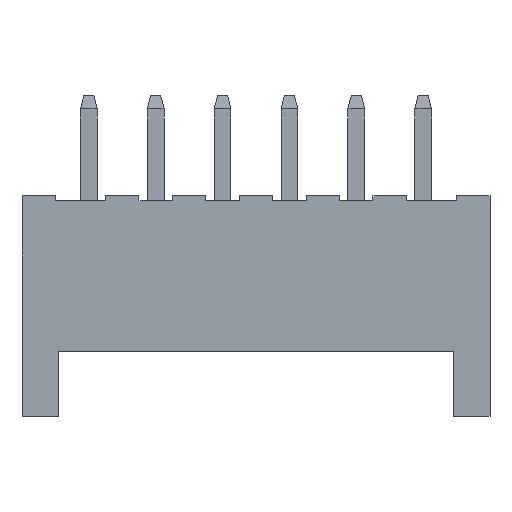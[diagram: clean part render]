
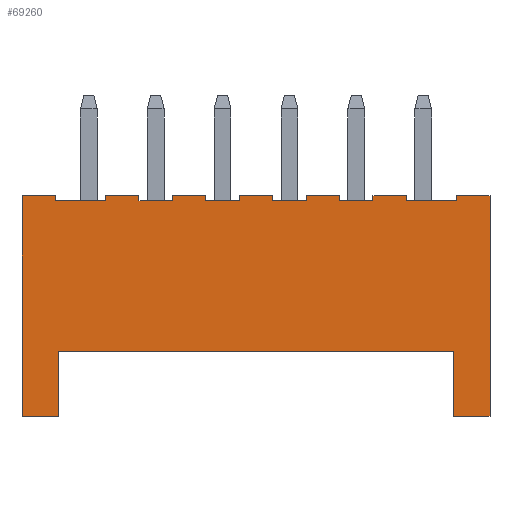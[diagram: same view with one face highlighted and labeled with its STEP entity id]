
A CAD part, front view. The second image highlights one B-rep face of the part: STEP entity #69260.
In plain terms, the highlighted planar face has unit normal (0, -1, 0).
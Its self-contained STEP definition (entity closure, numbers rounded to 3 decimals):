
#1320=CARTESIAN_POINT('',(15.278,-2.345,6.6));
#1330=VERTEX_POINT('',#1320);
#1480=CARTESIAN_POINT('',(15.278,-2.345,6.45));
#1490=VERTEX_POINT('',#1480);
#1520=CARTESIAN_POINT('',(15.278,-2.345,0.));
#1530=DIRECTION('',(0.,0.,1.));
#1540=VECTOR('',#1530,1.);
#1550=LINE('',#1520,#1540);
#1560=EDGE_CURVE('',#1490,#1330,#1550,.T.);
#11280=CARTESIAN_POINT('',(16.278,-2.345,6.6));
#11290=VERTEX_POINT('',#11280);
#11340=CARTESIAN_POINT('',(16.278,-2.345,0.));
#11350=DIRECTION('',(0.,0.,-1.));
#11360=VECTOR('',#11350,1.);
#11370=LINE('',#11340,#11360);
#11380=CARTESIAN_POINT('',(16.278,-2.345,6.45));
#11390=VERTEX_POINT('',#11380);
#11400=EDGE_CURVE('',#11290,#11390,#11370,.T.);
#29050=CARTESIAN_POINT('',(20.278,-2.345,6.6));
#29060=VERTEX_POINT('',#29050);
#29140=CARTESIAN_POINT('',(21.278,-2.345,6.6));
#29150=VERTEX_POINT('',#29140);
#29180=CARTESIAN_POINT('',(15.556,-2.345,6.6));
#29190=DIRECTION('',(-1.,0.,0.));
#29200=VECTOR('',#29190,1.);
#29210=LINE('',#29180,#29200);
#29220=EDGE_CURVE('',#29150,#29060,#29210,.T.);
#36640=CARTESIAN_POINT('',(21.278,-2.345,6.45));
#36650=VERTEX_POINT('',#36640);
#36680=CARTESIAN_POINT('',(21.278,-2.345,0.));
#36690=DIRECTION('',(0.,0.,1.));
#36700=VECTOR('',#36690,1.);
#36710=LINE('',#36680,#36700);
#36720=EDGE_CURVE('',#36650,#29150,#36710,.T.);
#37690=CARTESIAN_POINT('',(18.278,-2.345,0.));
#37700=DIRECTION('',(0.,0.,-1.));
#37710=VECTOR('',#37700,1.);
#37720=LINE('',#37690,#37710);
#37730=CARTESIAN_POINT('',(18.278,-2.345,6.6));
#37740=VERTEX_POINT('',#37730);
#37750=CARTESIAN_POINT('',(18.278,-2.345,6.45));
#37760=VERTEX_POINT('',#37750);
#37770=EDGE_CURVE('',#37740,#37760,#37720,.T.);
#39080=CARTESIAN_POINT('',(22.278,-2.345,0.));
#39090=DIRECTION('',(0.,0.,-1.));
#39100=VECTOR('',#39090,1.);
#39110=LINE('',#39080,#39100);
#39120=CARTESIAN_POINT('',(22.278,-2.345,6.6));
#39130=VERTEX_POINT('',#39120);
#39140=CARTESIAN_POINT('',(22.278,-2.345,6.45));
#39150=VERTEX_POINT('',#39140);
#39160=EDGE_CURVE('',#39130,#39150,#39110,.T.);
#40920=CARTESIAN_POINT('',(20.278,-2.345,0.));
#40930=DIRECTION('',(0.,0.,-1.));
#40940=VECTOR('',#40930,1.);
#40950=LINE('',#40920,#40940);
#40960=CARTESIAN_POINT('',(20.278,-2.345,6.45));
#40970=VERTEX_POINT('',#40960);
#40980=EDGE_CURVE('',#29060,#40970,#40950,.T.);
#48080=CARTESIAN_POINT('',(24.678,-2.345,0.));
#48090=VERTEX_POINT('',#48080);
#48120=CARTESIAN_POINT('',(24.678,-2.345,0.));
#48130=DIRECTION('',(1.,0.,0.));
#48140=VECTOR('',#48130,1.);
#48150=LINE('',#48120,#48140);
#48160=CARTESIAN_POINT('',(25.778,-2.345,0.));
#48170=VERTEX_POINT('',#48160);
#48180=EDGE_CURVE('',#48090,#48170,#48150,.T.);
#49020=CARTESIAN_POINT('',(24.678,-2.345,1.95));
#49030=VERTEX_POINT('',#49020);
#49060=CARTESIAN_POINT('',(24.678,-2.345,0.));
#49070=DIRECTION('',(0.,0.,1.));
#49080=VECTOR('',#49070,1.);
#49090=LINE('',#49060,#49080);
#49100=EDGE_CURVE('',#48090,#49030,#49090,.T.);
#49560=CARTESIAN_POINT('',(25.778,-2.345,6.6));
#49570=VERTEX_POINT('',#49560);
#49810=CARTESIAN_POINT('',(25.778,-2.345,0.));
#49820=DIRECTION('',(0.,0.,-1.));
#49830=VECTOR('',#49820,1.);
#49840=LINE('',#49810,#49830);
#49850=EDGE_CURVE('',#49570,#48170,#49840,.T.);
#51080=CARTESIAN_POINT('',(19.278,-2.345,6.6));
#51090=VERTEX_POINT('',#51080);
#51120=EDGE_CURVE('',#51090,#37740,#29210,.T.);
#51270=CARTESIAN_POINT('',(17.278,-2.345,6.45));
#51280=VERTEX_POINT('',#51270);
#51310=CARTESIAN_POINT('',(17.278,-2.345,0.));
#51320=DIRECTION('',(0.,0.,1.));
#51330=VECTOR('',#51320,1.);
#51340=LINE('',#51310,#51330);
#51350=CARTESIAN_POINT('',(17.278,-2.345,6.6));
#51360=VERTEX_POINT('',#51350);
#51370=EDGE_CURVE('',#51280,#51360,#51340,.T.);
#52660=CARTESIAN_POINT('',(19.278,-2.345,6.45));
#52670=VERTEX_POINT('',#52660);
#52720=CARTESIAN_POINT('',(19.278,-2.345,0.));
#52730=DIRECTION('',(0.,0.,1.));
#52740=VECTOR('',#52730,1.);
#52750=LINE('',#52720,#52740);
#52760=EDGE_CURVE('',#52670,#51090,#52750,.T.);
#53190=CARTESIAN_POINT('',(24.778,-2.345,6.6));
#53200=VERTEX_POINT('',#53190);
#53250=EDGE_CURVE('',#49570,#53200,#29210,.T.);
#57980=CARTESIAN_POINT('',(23.278,-2.345,6.45));
#57990=VERTEX_POINT('',#57980);
#58040=CARTESIAN_POINT('',(23.278,-2.345,0.));
#58050=DIRECTION('',(0.,0.,1.));
#58060=VECTOR('',#58050,1.);
#58070=LINE('',#58040,#58060);
#58080=CARTESIAN_POINT('',(23.278,-2.345,6.6));
#58090=VERTEX_POINT('',#58080);
#58100=EDGE_CURVE('',#57990,#58090,#58070,.T.);
#58350=CARTESIAN_POINT('',(24.778,-2.345,0.));
#58360=DIRECTION('',(0.,0.,-1.));
#58370=VECTOR('',#58360,1.);
#58380=LINE('',#58350,#58370);
#58390=CARTESIAN_POINT('',(24.778,-2.345,6.45));
#58400=VERTEX_POINT('',#58390);
#58410=EDGE_CURVE('',#53200,#58400,#58380,.T.);
#58540=EDGE_CURVE('',#58090,#39130,#29210,.T.);
#62310=EDGE_CURVE('',#51360,#11290,#29210,.T.);
#63640=CARTESIAN_POINT('',(12.878,-2.345,1.95));
#63650=VERTEX_POINT('',#63640);
#63680=CARTESIAN_POINT('',(22.,-2.345,1.95));
#63690=DIRECTION('',(-1.,0.,0.));
#63700=VECTOR('',#63690,1.);
#63710=LINE('',#63680,#63700);
#63720=EDGE_CURVE('',#49030,#63650,#63710,.T.);
#63860=CARTESIAN_POINT('',(12.878,-2.345,0.));
#63870=VERTEX_POINT('',#63860);
#63900=CARTESIAN_POINT('',(12.878,-2.345,0.));
#63910=DIRECTION('',(0.,0.,1.));
#63920=VECTOR('',#63910,1.);
#63930=LINE('',#63900,#63920);
#63940=EDGE_CURVE('',#63870,#63650,#63930,.T.);
#64120=CARTESIAN_POINT('',(11.778,-2.345,0.));
#64130=VERTEX_POINT('',#64120);
#64160=CARTESIAN_POINT('',(12.878,-2.345,0.));
#64170=DIRECTION('',(-1.,0.,0.));
#64180=VECTOR('',#64170,1.);
#64190=LINE('',#64160,#64180);
#64200=EDGE_CURVE('',#63870,#64130,#64190,.T.);
#67700=CARTESIAN_POINT('',(14.278,-2.345,6.6));
#67710=VERTEX_POINT('',#67700);
#67720=EDGE_CURVE('',#1330,#67710,#29210,.T.);
#68170=CARTESIAN_POINT('',(12.778,-2.345,6.45));
#68180=VERTEX_POINT('',#68170);
#68210=CARTESIAN_POINT('',(12.778,-2.345,0.));
#68220=DIRECTION('',(0.,0.,-1.));
#68230=VECTOR('',#68220,1.);
#68240=LINE('',#68210,#68230);
#68250=CARTESIAN_POINT('',(12.778,-2.345,6.6));
#68260=VERTEX_POINT('',#68250);
#68270=EDGE_CURVE('',#68260,#68180,#68240,.T.);
#68380=CARTESIAN_POINT('',(12.385,-2.345,0.527))
;
#68390=DIRECTION('',(0.,-1.,0.));
#68400=DIRECTION('',(1.,0.,0.));
#68410=AXIS2_PLACEMENT_3D('',#68380,#68390,#68400);
#68420=PLANE('',#68410);
#68430=CARTESIAN_POINT('',(11.778,-2.345,0.));
#68440=DIRECTION('',(0.,0.,-1.));
#68450=VECTOR('',#68440,1.);
#68460=LINE('',#68430,#68450);
#68470=CARTESIAN_POINT('',(11.778,-2.345,6.6));
#68480=VERTEX_POINT('',#68470);
#68490=EDGE_CURVE('',#68480,#64130,#68460,.T.);
#68500=ORIENTED_EDGE('',*,*,#68490,.T.);
#68510=CARTESIAN_POINT('',(22.,-2.345,6.6));
#68520=DIRECTION('',(1.,0.,0.));
#68530=VECTOR('',#68520,1.);
#68540=LINE('',#68510,#68530);
#68550=EDGE_CURVE('',#68480,#68260,#68540,.T.);
#68560=ORIENTED_EDGE('',*,*,#68550,.F.);
#68570=ORIENTED_EDGE('',*,*,#68270,.F.);
#68580=CARTESIAN_POINT('',(22.,-2.345,6.45));
#68590=DIRECTION('',(1.,0.,0.));
#68600=VECTOR('',#68590,1.);
#68610=LINE('',#68580,#68600);
#68620=CARTESIAN_POINT('',(14.278,-2.345,6.45));
#68630=VERTEX_POINT('',#68620);
#68640=EDGE_CURVE('',#68180,#68630,#68610,.T.);
#68650=ORIENTED_EDGE('',*,*,#68640,.F.);
#68660=CARTESIAN_POINT('',(14.278,-2.345,0.));
#68670=DIRECTION('',(0.,0.,1.));
#68680=VECTOR('',#68670,1.);
#68690=LINE('',#68660,#68680);
#68700=EDGE_CURVE('',#68630,#67710,#68690,.T.);
#68710=ORIENTED_EDGE('',*,*,#68700,.F.);
#68720=ORIENTED_EDGE('',*,*,#67720,.T.);
#68730=ORIENTED_EDGE('',*,*,#1560,.T.);
#68740=CARTESIAN_POINT('',(15.556,-2.345,6.45));
#68750=DIRECTION('',(-1.,0.,0.));
#68760=VECTOR('',#68750,1.);
#68770=LINE('',#68740,#68760);
#68780=EDGE_CURVE('',#11390,#1490,#68770,.T.);
#68790=ORIENTED_EDGE('',*,*,#68780,.T.);
#68800=ORIENTED_EDGE('',*,*,#11400,.T.);
#68810=ORIENTED_EDGE('',*,*,#62310,.T.);
#68820=ORIENTED_EDGE('',*,*,#51370,.T.);
#68830=CARTESIAN_POINT('',(15.556,-2.345,6.45));
#68840=DIRECTION('',(-1.,0.,0.));
#68850=VECTOR('',#68840,1.);
#68860=LINE('',#68830,#68850);
#68870=EDGE_CURVE('',#37760,#51280,#68860,.T.);
#68880=ORIENTED_EDGE('',*,*,#68870,.T.);
#68890=ORIENTED_EDGE('',*,*,#37770,.T.);
#68900=ORIENTED_EDGE('',*,*,#51120,.T.);
#68910=ORIENTED_EDGE('',*,*,#52760,.T.);
#68920=CARTESIAN_POINT('',(15.556,-2.345,6.45));
#68930=DIRECTION('',(-1.,0.,0.));
#68940=VECTOR('',#68930,1.);
#68950=LINE('',#68920,#68940);
#68960=EDGE_CURVE('',#40970,#52670,#68950,.T.);
#68970=ORIENTED_EDGE('',*,*,#68960,.T.);
#68980=ORIENTED_EDGE('',*,*,#40980,.T.);
#68990=ORIENTED_EDGE('',*,*,#29220,.T.);
#69000=ORIENTED_EDGE('',*,*,#36720,.T.);
#69010=CARTESIAN_POINT('',(15.556,-2.345,6.45));
#69020=DIRECTION('',(-1.,0.,0.));
#69030=VECTOR('',#69020,1.);
#69040=LINE('',#69010,#69030);
#69050=EDGE_CURVE('',#39150,#36650,#69040,.T.);
#69060=ORIENTED_EDGE('',*,*,#69050,.T.);
#69070=ORIENTED_EDGE('',*,*,#39160,.T.);
#69080=ORIENTED_EDGE('',*,*,#58540,.T.);
#69090=ORIENTED_EDGE('',*,*,#58100,.T.);
#69100=CARTESIAN_POINT('',(15.556,-2.345,6.45));
#69110=DIRECTION('',(-1.,0.,0.));
#69120=VECTOR('',#69110,1.);
#69130=LINE('',#69100,#69120);
#69140=EDGE_CURVE('',#58400,#57990,#69130,.T.);
#69150=ORIENTED_EDGE('',*,*,#69140,.T.);
#69160=ORIENTED_EDGE('',*,*,#58410,.T.);
#69170=ORIENTED_EDGE('',*,*,#53250,.T.);
#69180=ORIENTED_EDGE('',*,*,#49850,.F.);
#69190=ORIENTED_EDGE('',*,*,#48180,.T.);
#69200=ORIENTED_EDGE('',*,*,#49100,.F.);
#69210=ORIENTED_EDGE('',*,*,#63720,.F.);
#69220=ORIENTED_EDGE('',*,*,#63940,.T.);
#69230=ORIENTED_EDGE('',*,*,#64200,.F.);
#69240=EDGE_LOOP('',(#69230,#69220,#69210,#69200,#69190,#69180,#69170,
#69160,#69150,#69090,#69080,#69070,#69060,#69000,#68990,#68980,#68970,
#68910,#68900,#68890,#68880,#68820,#68810,#68800,#68790,#68730,#68720,
#68710,#68650,#68570,#68560,#68500));
#69250=FACE_OUTER_BOUND('',#69240,.T.);
#69260=ADVANCED_FACE('',(#69250),#68420,.T.);
